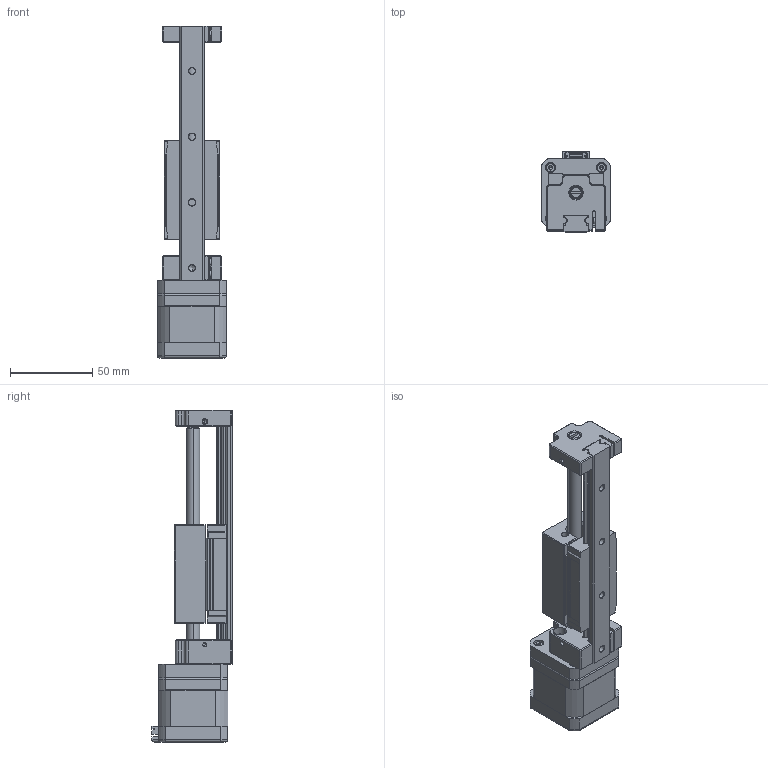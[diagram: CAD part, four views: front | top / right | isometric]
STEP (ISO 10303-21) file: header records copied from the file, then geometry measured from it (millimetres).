
FILE_DESCRIPTION (( 'STEP AP203' ), '1' );
FILE_NAME ('MS42-3A10T-LAR1-50-0.STEP', '2019-01-14T05:03:02', ( '' ), ( '' ), 'SwSTEP 2.0', 'SolidWorks 2014', '' );
FILE_SCHEMA (( 'CONFIG_CONTROL_DESIGN' ));
Length unit declared in the file: millimetre
Products named in the file (1): MS42-3A10T-LAR1-50-0
Bounding box: 42.2 x 48.85 x 202.3 mm (x, y, z)
Surface area: 78098.5 mm2 (no closed solid volume)
Topology: 0 solids, 34 shells, 1667 faces, 4107 edges, 2552 vertices
Faces by surface type: plane 798, cylinder 490, cone 278, torus 61, bspline 32, sphere 8
Entity records: 62871 total; most frequent: CARTESIAN_POINT 23331, DIRECTION 8369, ORIENTED_EDGE 8098, EDGE_CURVE 4057, AXIS2_PLACEMENT_3D 2990, VERTEX_POINT 2552, LINE 2389, VECTOR 2389
